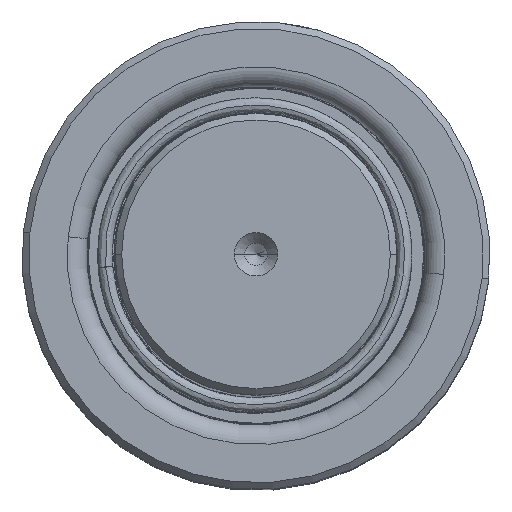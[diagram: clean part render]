
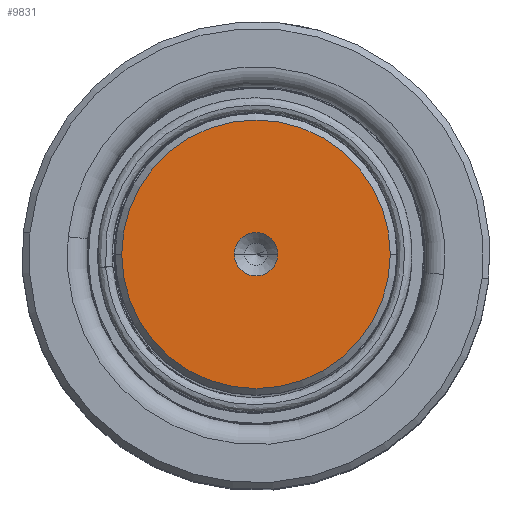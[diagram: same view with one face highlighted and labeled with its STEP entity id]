
A CAD part, top view. The second image highlights one B-rep face of the part: STEP entity #9831.
In plain terms, the highlighted planar face has unit normal (0, 0, 1).
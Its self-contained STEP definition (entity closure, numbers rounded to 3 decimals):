
#2757 = VERTEX_POINT ( 'NONE', #47964 ) ;
#2867 = CARTESIAN_POINT ( 'NONE',  ( 0., 0., 240. ) ) ;
#3866 = AXIS2_PLACEMENT_3D ( 'NONE', #45235, #49241, #33651 ) ;
#8015 = DIRECTION ( 'NONE',  ( 0., 0., 1. ) ) ;
#9831 = ADVANCED_FACE ( 'NONE', ( #23194, #12954 ), #48490, .T. ) ;
#11889 = AXIS2_PLACEMENT_3D ( 'NONE', #12528, #20285, #24190 ) ;
#12185 = AXIS2_PLACEMENT_3D ( 'NONE', #18726, #30061, #49683 ) ;
#12528 = CARTESIAN_POINT ( 'NONE',  ( 0., 0., 240. ) ) ;
#12954 = FACE_OUTER_BOUND ( 'NONE', #26383, .T. ) ;
#18036 = ORIENTED_EDGE ( 'NONE', *, *, #24305, .T. ) ;
#18677 = AXIS2_PLACEMENT_3D ( 'NONE', #2867, #25299, #37435 ) ;
#18726 = CARTESIAN_POINT ( 'NONE',  ( 0., 0., 240. ) ) ;
#20221 = EDGE_CURVE ( 'NONE', #45899, #30004, #23494, .T. ) ;
#20285 = DIRECTION ( 'NONE',  ( 0., 0., 1. ) ) ;
#21230 = ORIENTED_EDGE ( 'NONE', *, *, #44663, .F. ) ;
#21278 = EDGE_CURVE ( 'NONE', #2757, #25082, #48245, .T. ) ;
#23194 = FACE_BOUND ( 'NONE', #41626, .T. ) ;
#23494 = CIRCLE ( 'NONE', #12185, 3.85 ) ;
#24190 = DIRECTION ( 'NONE',  ( 1., 0., 0. ) ) ;
#24305 = EDGE_CURVE ( 'NONE', #25082, #2757, #35290, .T. ) ;
#25082 = VERTEX_POINT ( 'NONE', #26967 ) ;
#25299 = DIRECTION ( 'NONE',  ( 0., 0., 1. ) ) ;
#26383 = EDGE_LOOP ( 'NONE', ( #18036, #41595 ) ) ;
#26967 = CARTESIAN_POINT ( 'NONE',  ( -23.817, 0., 240. ) ) ;
#30004 = VERTEX_POINT ( 'NONE', #35775 ) ;
#30061 = DIRECTION ( 'NONE',  ( 0., 0., 1. ) ) ;
#33651 = DIRECTION ( 'NONE',  ( 1., 0., 0. ) ) ;
#34773 = CIRCLE ( 'NONE', #3866, 3.85 ) ;
#34983 = DIRECTION ( 'NONE',  ( 1., 0., 0. ) ) ;
#35290 = CIRCLE ( 'NONE', #45179, 23.817 ) ;
#35775 = CARTESIAN_POINT ( 'NONE',  ( 3.85, 0., 240. ) ) ;
#37435 = DIRECTION ( 'NONE',  ( 1., 0., 0. ) ) ;
#39525 = CARTESIAN_POINT ( 'NONE',  ( 0., 0., 240. ) ) ;
#41595 = ORIENTED_EDGE ( 'NONE', *, *, #21278, .T. ) ;
#41626 = EDGE_LOOP ( 'NONE', ( #21230, #48714 ) ) ;
#42124 = CARTESIAN_POINT ( 'NONE',  ( -3.85, 0., 240. ) ) ;
#44663 = EDGE_CURVE ( 'NONE', #30004, #45899, #34773, .T. ) ;
#45179 = AXIS2_PLACEMENT_3D ( 'NONE', #39525, #8015, #34983 ) ;
#45235 = CARTESIAN_POINT ( 'NONE',  ( 0., 0., 240. ) ) ;
#45899 = VERTEX_POINT ( 'NONE', #42124 ) ;
#47964 = CARTESIAN_POINT ( 'NONE',  ( 23.817, 0., 240. ) ) ;
#48245 = CIRCLE ( 'NONE', #11889, 23.817 ) ;
#48490 = PLANE ( 'NONE',  #18677 ) ;
#48714 = ORIENTED_EDGE ( 'NONE', *, *, #20221, .F. ) ;
#49241 = DIRECTION ( 'NONE',  ( 0., 0., 1. ) ) ;
#49683 = DIRECTION ( 'NONE',  ( 1., 0., 0. ) ) ;
